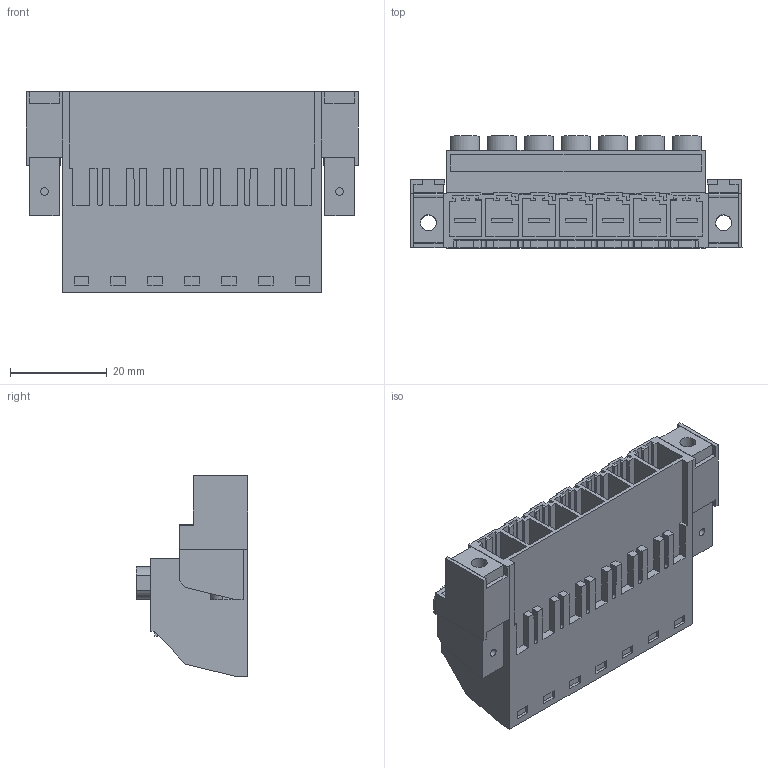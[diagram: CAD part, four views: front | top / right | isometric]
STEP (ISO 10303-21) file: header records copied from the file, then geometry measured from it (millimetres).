
FILE_DESCRIPTION(('CATIA V5R22 STEP214','CAx-IF Rec.Pracs.--- Model Styling and Organization---1.4--- 2014-01-23'),'2;1');
FILE_NAME ('D1459473_2_1931860000_1931860000.stp','2023-06-14T12:30:24+00:00',('none'),('Weidmueller'),'CATIA Version 5-6 Release 2016 SP3 HF44','CATIA V5 STEP AP214','none');
FILE_SCHEMA(('AUTOMOTIVE_DESIGN { 1 0 10303 214 1 1 1 1 }'));
Length unit declared in the file: millimetre
Products named in the file (1): 1931860000
Bounding box: 68.58 x 23.1 x 41.45 mm (x, y, z)
Volume: 25711.2 mm3; surface area: 20763.9 mm2
Topology: 19 solids, 19 shells, 700 faces, 1915 edges, 1286 vertices
Faces by surface type: plane 629, cylinder 71
Entity records: 21514 total; most frequent: CARTESIAN_POINT 4040, ORIENTED_EDGE 3830, DIRECTION 2892, EDGE_CURVE 1915, VECTOR 1728, LINE 1728, VERTEX_POINT 1286, EDGE_LOOP 749
